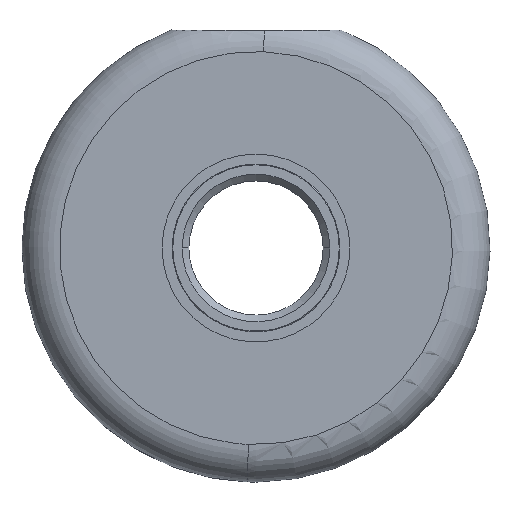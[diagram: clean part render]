
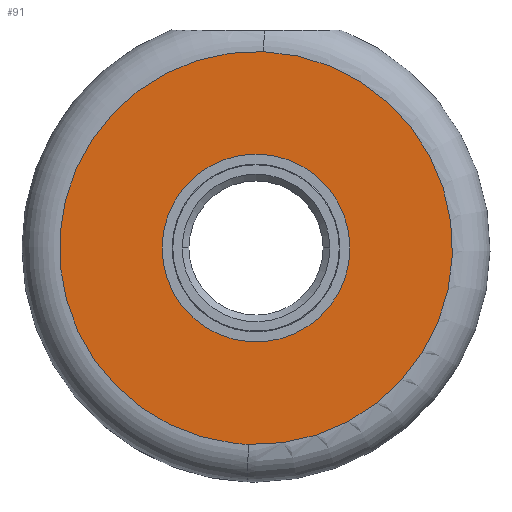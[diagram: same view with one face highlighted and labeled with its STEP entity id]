
A CAD part, top view. The second image highlights one B-rep face of the part: STEP entity #91.
In plain terms, the highlighted planar face has unit normal (0, 0, 1).
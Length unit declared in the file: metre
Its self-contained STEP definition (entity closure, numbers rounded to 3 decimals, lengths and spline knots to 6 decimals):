
#91=ADVANCED_FACE('0:42046',(#266,#267),#268,.F.);
#266=FACE_BOUND('',#543,.T.);
#267=FACE_OUTER_BOUND('',#544,.T.);
#268=PLANE('',#545);
#543=EDGE_LOOP('',(#1074,#1075,#1076));
#544=EDGE_LOOP('',(#1077,#1078,#1079));
#545=AXIS2_PLACEMENT_3D('',#1080,#1081,#1082);
#1074=ORIENTED_EDGE('',*,*,#2012,.F.);
#1075=ORIENTED_EDGE('',*,*,#2011,.F.);
#1076=ORIENTED_EDGE('',*,*,#2055,.F.);
#1077=ORIENTED_EDGE('',*,*,#2056,.F.);
#1078=ORIENTED_EDGE('',*,*,#2057,.F.);
#1079=ORIENTED_EDGE('',*,*,#1972,.F.);
#1080=CARTESIAN_POINT('',(0.,0.003,-0.034));
#1081=DIRECTION('',(0.0,0.,-1.0));
#1082=DIRECTION('',(-1.0,0.0,0.0));
#1972=EDGE_CURVE('0:42448',#2436,#2439,#2440,.T.);
#2011=EDGE_CURVE('0:42445',#2509,#2511,#2512,.T.);
#2012=EDGE_CURVE('0:42445',#2511,#2503,#2513,.T.);
#2055=EDGE_CURVE('0:42445',#2503,#2509,#2576,.T.);
#2056=EDGE_CURVE('0:42448',#2577,#2436,#2578,.T.);
#2057=EDGE_CURVE('0:42448',#2439,#2577,#2579,.T.);
#2436=VERTEX_POINT('',#3097);
#2439=VERTEX_POINT('',#3100);
#2440=CIRCLE('',#3101,0.02928);
#2503=VERTEX_POINT('',#3532);
#2509=VERTEX_POINT('',#3539);
#2511=VERTEX_POINT('',#3542);
#2512=CIRCLE('',#3543,0.014);
#2513=CIRCLE('',#3544,0.014);
#2576=CIRCLE('',#3619,0.014);
#2577=VERTEX_POINT('',#3620);
#2578=CIRCLE('',#3621,0.02928);
#2579=CIRCLE('',#3622,0.02928);
#3097=CARTESIAN_POINT('',(0.001121,0.032259,-0.034));
#3100=CARTESIAN_POINT('',(-0.001121,-0.026259,-0.034));
#3101=AXIS2_PLACEMENT_3D('',#4370,#4371,#4372);
#3532=CARTESIAN_POINT('',(0.014,0.003,-0.034));
#3539=CARTESIAN_POINT('',(-0.014,0.003,-0.034));
#3542=CARTESIAN_POINT('',(-0.003245,-0.010619,-0.034));
#3543=AXIS2_PLACEMENT_3D('',#4440,#4441,#4442);
#3544=AXIS2_PLACEMENT_3D('',#4443,#4444,#4445);
#3619=AXIS2_PLACEMENT_3D('',#4548,#4549,#4550);
#3620=CARTESIAN_POINT('',(-0.003245,-0.0261,-0.034));
#3621=AXIS2_PLACEMENT_3D('',#4551,#4552,#4553);
#3622=AXIS2_PLACEMENT_3D('',#4554,#4555,#4556);
#4370=CARTESIAN_POINT('',(0.,0.003,-0.034));
#4371=DIRECTION('',(0.,0.,-1.0));
#4372=DIRECTION('',(0.038,0.999,0.));
#4440=CARTESIAN_POINT('',(0.,0.003,-0.034));
#4441=DIRECTION('',(0.0,0.,1.0));
#4442=DIRECTION('',(1.0,0.0,0.0));
#4443=CARTESIAN_POINT('',(0.,0.003,-0.034));
#4444=DIRECTION('',(0.0,0.,1.0));
#4445=DIRECTION('',(1.0,0.0,0.0));
#4548=CARTESIAN_POINT('',(0.,0.003,-0.034));
#4549=DIRECTION('',(0.0,0.,1.0));
#4550=DIRECTION('',(1.0,0.0,0.0));
#4551=CARTESIAN_POINT('',(0.,0.003,-0.034));
#4552=DIRECTION('',(0.,0.,-1.0));
#4553=DIRECTION('',(0.038,0.999,0.));
#4554=CARTESIAN_POINT('',(0.,0.003,-0.034));
#4555=DIRECTION('',(0.,0.,-1.0));
#4556=DIRECTION('',(0.038,0.999,0.));
